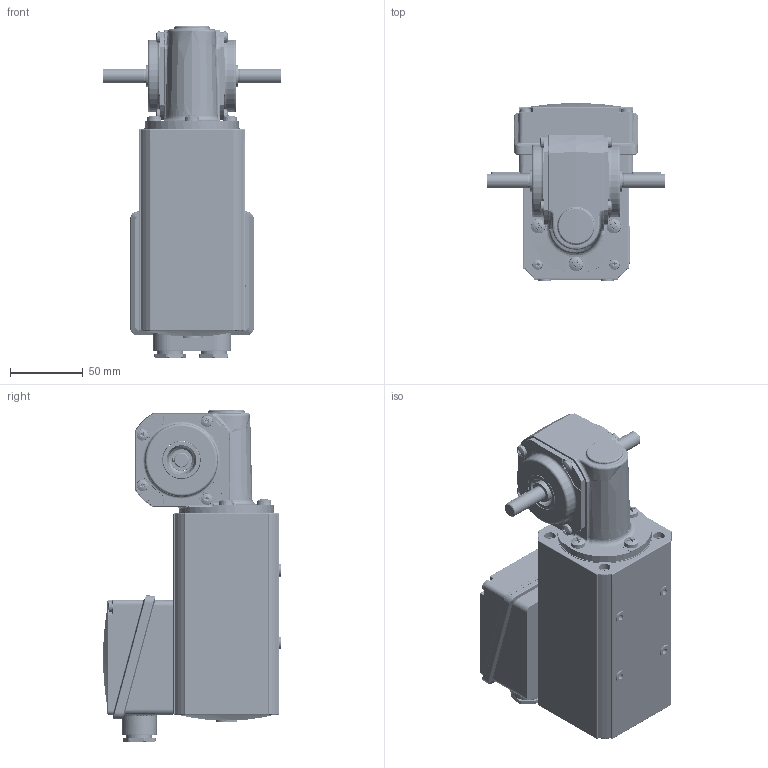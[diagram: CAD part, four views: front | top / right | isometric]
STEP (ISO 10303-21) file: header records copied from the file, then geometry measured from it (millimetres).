
FILE_DESCRIPTION (( 'STEP AP214' ), '1' );
FILE_NAME ('Motor IGKU65-60 mit Getr. VE31-D-B-2.STEP', '2017-12-08T07:47:42', ( 'gfeller' ), ( '' ), 'SwSTEP 2.0', 'SolidWorks 2017', '' );
FILE_SCHEMA (( 'AUTOMOTIVE_DESIGN' ));
Length unit declared in the file: millimetre
Products named in the file (1): Motor IGKU65-60 mit Getr. VE31-D-B-2
Bounding box: 123 x 122.43 x 228.68 mm (x, y, z)
Volume: 504692.1 mm3; surface area: 315410.3 mm2
Topology: 99 solids, 101 shells, 4995 faces, 11803 edges, 6822 vertices
Faces by surface type: cylinder 1837, plane 1581, cone 648, torus 457, sphere 246, bspline 226
Entity records: 210428 total; most frequent: CARTESIAN_POINT 42591, DIRECTION 24214, ORIENTED_EDGE 22930, EDGE_CURVE 11465, AXIS2_PLACEMENT_3D 9594, VERTEX_POINT 6792, EDGE_LOOP 5385, UNCERTAINTY_MEASURE_WITH_UNIT 5096
